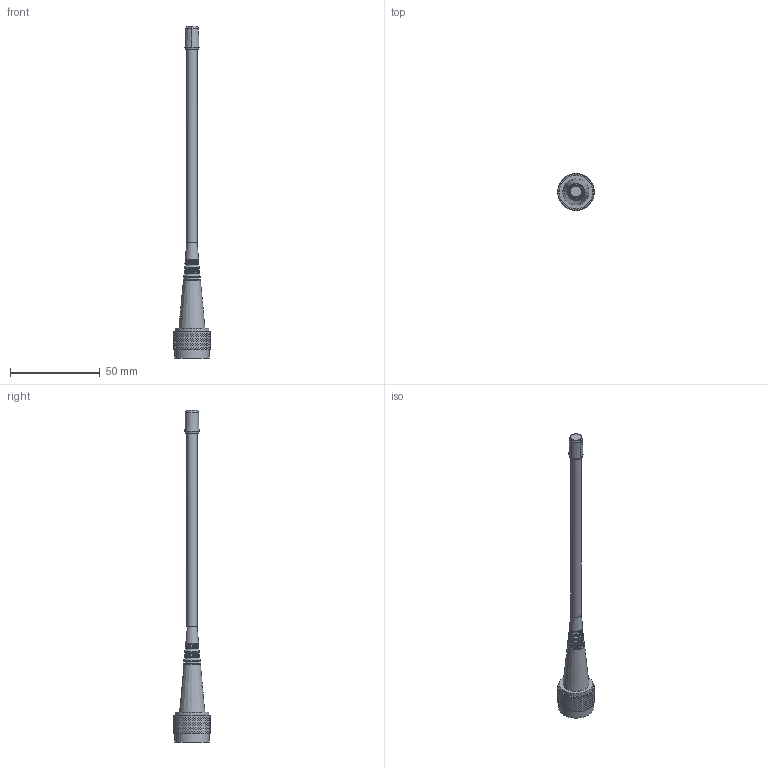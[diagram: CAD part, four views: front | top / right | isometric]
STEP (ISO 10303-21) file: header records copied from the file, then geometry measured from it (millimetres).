
FILE_DESCRIPTION (( 'STEP AP214' ), '1' );
FILE_NAME ('TI.43.AH11_Web.STEP', '2025-05-12T07:25:19', ( '' ), ( '' ), 'SwSTEP 2.0', 'SolidWorks 2024', '' );
FILE_SCHEMA (( 'AUTOMOTIVE_DESIGN' ));
Length unit declared in the file: millimetre
Products named in the file (1): TI.43.AH11_Web
Bounding box: 20.42 x 20.44 x 184.98 mm (x, y, z)
Surface area: 7482.7 mm2 (no closed solid volume)
Topology: 0 solids, 187 shells, 1048 faces, 3539 edges, 2676 vertices
Faces by surface type: plane 1002, cone 19, torus 15, cylinder 11, bspline 1
Full cylindrical faces by diameter (mm): 1.5 x1, 5.8 x1, 6.9 x1, 8 x1, 16.1 x3, 18.8 x1, 19.4 x1, 20.3 x1
Entity records: 49280 total; most frequent: CARTESIAN_POINT 8752, DIRECTION 5611, ORIENTED_EDGE 4798, EDGE_CURVE 3491, LINE 3401, VECTOR 3401, VERTEX_POINT 2661, AXIS2_PLACEMENT_3D 1105
